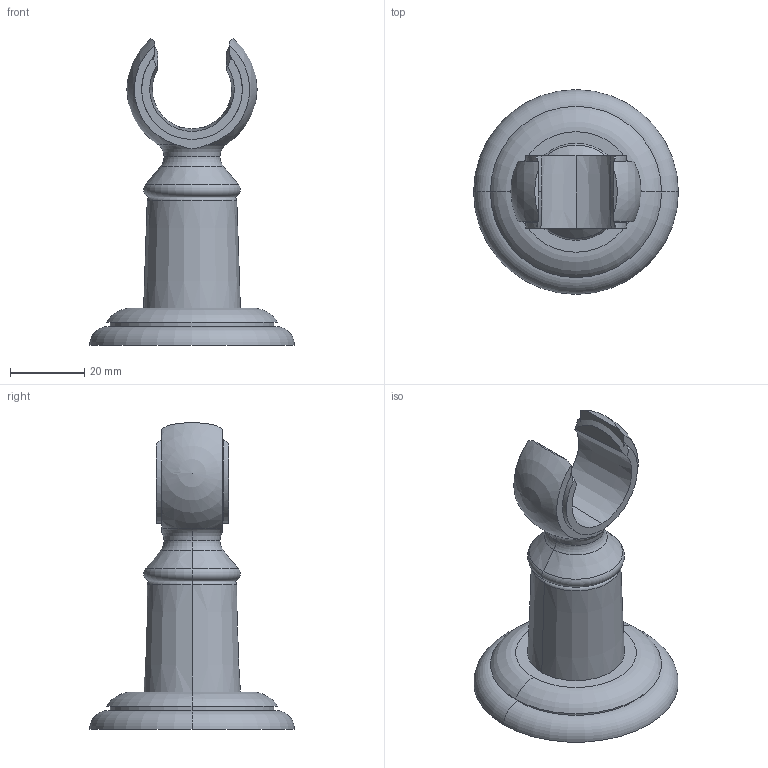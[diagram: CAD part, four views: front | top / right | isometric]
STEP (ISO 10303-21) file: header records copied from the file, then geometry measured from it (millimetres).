
FILE_DESCRIPTION (( 'STEP AP203' ), '1' );
FILE_NAME ('28050361-00.STEP', '2018-07-03T14:46:55', ( '' ), ( '' ), 'SwSTEP 2.0', 'SolidWorks 2017', '' );
FILE_SCHEMA (( 'CONFIG_CONTROL_DESIGN' ));
Length unit declared in the file: millimetre
Products named in the file (5): Planungsmodell_Huelse-+-09.21.02.159.90-01; Planungsmodell_Rosette-+-09.27.35.003.94-01_ _K1; Planungsmodell_Huelse-+-09.18.40.035.90-01_-_K1; 28050361-00; Halter-+-09.17.20.015.90-01_-_K1
Assembly tree (4 placements, depth 2):
  28050361-00
    Planungsmodell_Rosette-+-09.27.35.003.94-01_ _K1
    Planungsmodell_Huelse-+-09.21.02.159.90-01
    Halter-+-09.17.20.015.90-01_-_K1
    Planungsmodell_Huelse-+-09.18.40.035.90-01_-_K1
Bounding box: 55 x 55 x 82.35 mm (x, y, z)
Volume: 45618.4 mm3; surface area: 16383.2 mm2
Topology: 4 solids, 4 shells, 62 faces, 146 edges, 92 vertices
Faces by surface type: cylinder 20, plane 19, torus 12, cone 9, sphere 2
Entity records: 2357 total; most frequent: CARTESIAN_POINT 407, DIRECTION 344, ORIENTED_EDGE 280, AXIS2_PLACEMENT_3D 153, EDGE_CURVE 140, VERTEX_POINT 88, CIRCLE 84, EDGE_LOOP 64
